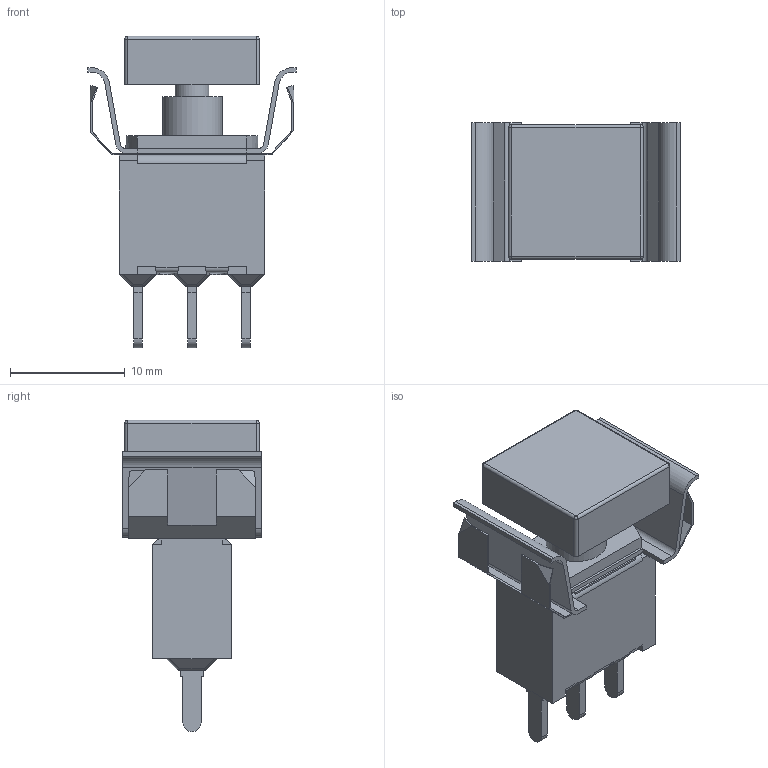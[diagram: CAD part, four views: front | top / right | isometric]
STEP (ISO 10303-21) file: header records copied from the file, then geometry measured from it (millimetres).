
FILE_DESCRIPTION((' '),'2;1');
FILE_NAME('700SP7M3xEAP1xxx.stp','2017-07-28T11:13:07',(' '),(' '),' ','ACIS',' ');
FILE_SCHEMA(('CONFIG_CONTROL_DESIGN'));
Length unit declared in the file: inch
Products named in the file (1): 700SP7M3xEAP1xxx.stp
Bounding box: 18.16 x 12.07 x 27.1 mm (x, y, z)
Volume: 1529.3 mm3; surface area: 2322.7 mm2
Topology: 1 solids, 1 shells, 350 faces, 884 edges, 554 vertices
Faces by surface type: plane 251, cylinder 59, bspline 24, sphere 16
Full cylindrical faces by diameter (mm): 2.946 x1, 3.1 x2, 5.2 x1
Entity records: 10530 total; most frequent: CARTESIAN_POINT 2140, ORIENTED_EDGE 1754, DIRECTION 1615, EDGE_CURVE 877, VECTOR 697, LINE 697, VERTEX_POINT 552, AXIS2_PLACEMENT_3D 459
